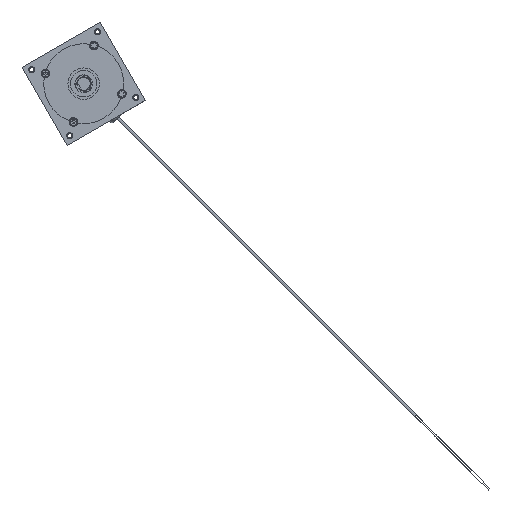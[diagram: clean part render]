
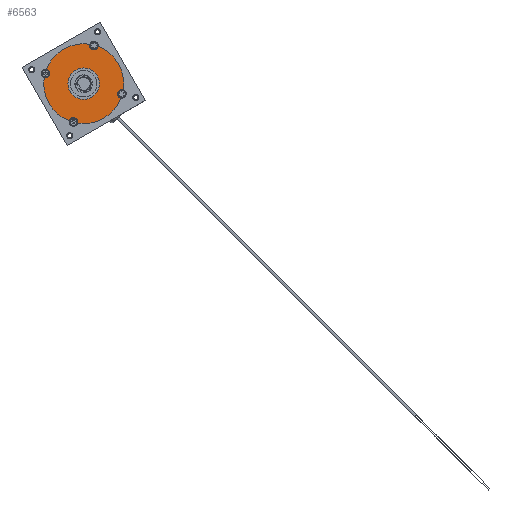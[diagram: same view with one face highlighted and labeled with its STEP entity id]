
A CAD part, left-side view. The second image highlights one B-rep face of the part: STEP entity #6563.
In plain terms, the highlighted planar face has unit normal (-1, 0, 0).
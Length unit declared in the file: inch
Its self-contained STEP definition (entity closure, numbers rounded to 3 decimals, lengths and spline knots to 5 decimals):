
#108 = ORIENTED_EDGE ( 'NONE', *, *, #5427, .T. ) ;
#109 = ORIENTED_EDGE ( 'NONE', *, *, #5559, .F. ) ;
#110 = ORIENTED_EDGE ( 'NONE', *, *, #5484, .F. ) ;
#111 = ORIENTED_EDGE ( 'NONE', *, *, #5414, .F. ) ;
#112 = ORIENTED_EDGE ( 'NONE', *, *, #5838, .F. ) ;
#113 = ORIENTED_EDGE ( 'NONE', *, *, #5466, .T. ) ;
#114 = ORIENTED_EDGE ( 'NONE', *, *, #5415, .T. ) ;
#115 = ORIENTED_EDGE ( 'NONE', *, *, #5560, .F. ) ;
#117 = ORIENTED_EDGE ( 'NONE', *, *, #5632, .T. ) ;
#118 = ORIENTED_EDGE ( 'NONE', *, *, #5647, .F. ) ;
#174 = ORIENTED_EDGE ( 'NONE', *, *, #5495, .F. ) ;
#190 = CARTESIAN_POINT ( 'NONE',  ( -6.31098, 14.2384, 3.76022 ) ) ;
#192 = CARTESIAN_POINT ( 'NONE',  ( -6.31098, 13.33771, 2.20017 ) ) ;
#281 = CARTESIAN_POINT ( 'NONE',  ( -6.31098, 11.52233, 3.30623 ) ) ;
#295 = CARTESIAN_POINT ( 'NONE',  ( -6.31098, 11.39834, 3.31987 ) ) ;
#308 = CARTESIAN_POINT ( 'NONE',  ( -6.31098, 12.29903, 4.87991 ) ) ;
#313 = CARTESIAN_POINT ( 'NONE',  ( -6.31098, 12.5982, 4.96007 ) ) ;
#769 = CARTESIAN_POINT ( 'NONE',  ( -6.31098, 13.10087, 4.02935 ) ) ;
#926 = ORIENTED_EDGE ( 'NONE', *, *, #5408, .F. ) ;
#950 = ORIENTED_EDGE ( 'NONE', *, *, #5497, .F. ) ;
#1046 = ORIENTED_EDGE ( 'NONE', *, *, #5486, .F. ) ;
#1115 = ORIENTED_EDGE ( 'NONE', *, *, #5493, .T. ) ;
#1318 = DIRECTION ( 'NONE',  ( -1., 0., 0. ) ) ;
#1328 = CARTESIAN_POINT ( 'NONE',  ( -6.31098, 14.15824, 4.05938 ) ) ;
#1388 = CARTESIAN_POINT ( 'NONE',  ( -6.31098, 11.44483, 3.172 ) ) ;
#1445 = DIRECTION ( 'NONE',  ( -1., 0., 0. ) ) ;
#1446 = DIRECTION ( 'NONE',  ( 0., 0.5, 0.866 ) ) ;
#1505 = CARTESIAN_POINT ( 'NONE',  ( -6.31098, 13.18641, 2.16649 ) ) ;
#1527 = CARTESIAN_POINT ( 'NONE',  ( -6.31098, 12.45033, 4.91359 ) ) ;
#1532 = DIRECTION ( 'NONE',  ( 0., 0.5, 0.866 ) ) ;
#1534 = DIRECTION ( 'NONE',  ( -1., 0., 0. ) ) ;
#1538 = DIRECTION ( 'NONE',  ( -1., 0., 0. ) ) ;
#1545 = CARTESIAN_POINT ( 'NONE',  ( -6.31098, 11.4785, 3.0207 ) ) ;
#1547 = DIRECTION ( 'NONE',  ( 0., 0.5, 0.866 ) ) ;
#1549 = DIRECTION ( 'NONE',  ( -1., 0., 0. ) ) ;
#1607 = CARTESIAN_POINT ( 'NONE',  ( -6.31098, 13.26391, 2.30073 ) ) ;
#1610 = CARTESIAN_POINT ( 'NONE',  ( -6.31098, 14.11442, 3.77385 ) ) ;
#1642 = CARTESIAN_POINT ( 'NONE',  ( -6.31098, 12.53587, 3.05074 ) ) ;
#1669 = DIRECTION ( 'NONE',  ( 0., 0.5, 0.866 ) ) ;
#1702 = CARTESIAN_POINT ( 'NONE',  ( -6.31098, 12.81837, 3.54004 ) ) ;
#1706 = DIRECTION ( 'NONE',  ( 0., 0.5, 0.866 ) ) ;
#1718 = DIRECTION ( 'NONE',  ( -1., 0., 0. ) ) ;
#1720 = CARTESIAN_POINT ( 'NONE',  ( -6.31098, 12.81837, 3.54004 ) ) ;
#1721 = DIRECTION ( 'NONE',  ( 0., 0.5, 0.866 ) ) ;
#1724 = CARTESIAN_POINT ( 'NONE',  ( -6.31098, 14.19192, 3.90808 ) ) ;
#1730 = DIRECTION ( 'NONE',  ( -1., 0., 0. ) ) ;
#1731 = DIRECTION ( 'NONE',  ( 0., 0.5, 0.866 ) ) ;
#1737 = CARTESIAN_POINT ( 'NONE',  ( -6.31098, 13.18641, 2.16649 ) ) ;
#1750 = CARTESIAN_POINT ( 'NONE',  ( -6.31098, 12.37283, 4.77935 ) ) ;
#1799 = CARTESIAN_POINT ( 'NONE',  ( -6.31098, 12.81837, 3.54004 ) ) ;
#1800 = DIRECTION ( 'NONE',  ( -1., 0., 0. ) ) ;
#1801 = DIRECTION ( 'NONE',  ( -1., 0., 0. ) ) ;
#1802 = CARTESIAN_POINT ( 'NONE',  ( -6.31098, 12.81837, 3.54004 ) ) ;
#1803 = DIRECTION ( 'NONE',  ( 0., 0.5, 0.866 ) ) ;
#1806 = DIRECTION ( 'NONE',  ( 0., 0.5, 0.866 ) ) ;
#1841 = DIRECTION ( 'NONE',  ( -1., 0., 0. ) ) ;
#1842 = CARTESIAN_POINT ( 'NONE',  ( -6.31098, 12.81837, 3.54004 ) ) ;
#1843 = DIRECTION ( 'NONE',  ( 0., 0.5, 0.866 ) ) ;
#1897 = CARTESIAN_POINT ( 'NONE',  ( -6.31098, 12.09987, 2.29556 ) ) ;
#1922 = CARTESIAN_POINT ( 'NONE',  ( -6.31098, 12.45033, 4.91359 ) ) ;
#1926 = DIRECTION ( 'NONE',  ( 0., 0.5, 0.866 ) ) ;
#1927 = DIRECTION ( 'NONE',  ( -1., 0., 0. ) ) ;
#1928 = DIRECTION ( 'NONE',  ( -1., 0., 0. ) ) ;
#1930 = CARTESIAN_POINT ( 'NONE',  ( -6.31098, 14.19192, 3.90808 ) ) ;
#1931 = DIRECTION ( 'NONE',  ( 0., 0.5, 0.866 ) ) ;
#2046 = CARTESIAN_POINT ( 'NONE',  ( -6.31098, 13.03855, 2.12001 ) ) ;
#2063 = AXIS2_PLACEMENT_3D ( 'NONE', #2270, #2262, #2211 ) ;
#2211 = DIRECTION ( 'NONE',  ( 0., 0.5, 0.866 ) ) ;
#2262 = DIRECTION ( 'NONE',  ( -1., 0., 0. ) ) ;
#2270 = CARTESIAN_POINT ( 'NONE',  ( -6.31098, 12.81837, 3.54004 ) ) ;
#2389 = DIRECTION ( 'NONE',  ( 0., 0.5, 0.866 ) ) ;
#2566 = DIRECTION ( 'NONE',  ( -1., 0., 0. ) ) ;
#2567 = CARTESIAN_POINT ( 'NONE',  ( -6.31098, 12.81837, 3.54004 ) ) ;
#3146 = AXIS2_PLACEMENT_3D ( 'NONE', #2567, #2566, #2389 ) ;
#3613 = DIRECTION ( 'NONE',  ( 0., 0.5, 0.866 ) ) ;
#3616 = CARTESIAN_POINT ( 'NONE',  ( -6.31098, 11.44483, 3.172 ) ) ;
#3652 = DIRECTION ( 'NONE',  ( -1., 0., 0. ) ) ;
#3716 = CIRCLE ( 'NONE', #4366, 0.155 ) ;
#3717 = CIRCLE ( 'NONE', #4365, 0.155 ) ;
#3778 = CIRCLE ( 'NONE', #5337, 0.155 ) ;
#3779 = CIRCLE ( 'NONE', #3146, 1.437 ) ;
#3789 = CIRCLE ( 'NONE', #2063, 0.565 ) ;
#3852 = CIRCLE ( 'NONE', #5331, 0.155 ) ;
#3863 = CIRCLE ( 'NONE', #4378, 0.155 ) ;
#3865 = CIRCLE ( 'NONE', #4155, 0.155 ) ;
#3878 = CIRCLE ( 'NONE', #4377, 0.155 ) ;
#3880 = CIRCLE ( 'NONE', #4369, 1.437 ) ;
#3935 = FACE_OUTER_BOUND ( 'NONE', #5014, .T. ) ;
#3944 = FACE_BOUND ( 'NONE', #5012, .T. ) ;
#3947 = AXIS2_PLACEMENT_3D ( 'NONE', #6146, #6147, #6148 ) ;
#4084 = AXIS2_PLACEMENT_3D ( 'NONE', #1505, #1445, #1446 ) ;
#4091 = AXIS2_PLACEMENT_3D ( 'NONE', #1802, #1801, #1803 ) ;
#4092 = AXIS2_PLACEMENT_3D ( 'NONE', #1799, #1800, #1806 ) ;
#4105 = AXIS2_PLACEMENT_3D ( 'NONE', #1842, #1841, #1843 ) ;
#4155 = AXIS2_PLACEMENT_3D ( 'NONE', #3616, #3652, #3613 ) ;
#4345 = AXIS2_PLACEMENT_3D ( 'NONE', #1720, #1718, #1721 ) ;
#4365 = AXIS2_PLACEMENT_3D ( 'NONE', #1930, #1928, #1931 ) ;
#4366 = AXIS2_PLACEMENT_3D ( 'NONE', #1922, #1927, #1926 ) ;
#4369 = AXIS2_PLACEMENT_3D ( 'NONE', #1702, #1318, #1706 ) ;
#4377 = AXIS2_PLACEMENT_3D ( 'NONE', #1737, #1538, #1532 ) ;
#4378 = AXIS2_PLACEMENT_3D ( 'NONE', #1724, #1730, #1731 ) ;
#4449 = VERTEX_POINT ( 'NONE', #769 ) ;
#4490 = VERTEX_POINT ( 'NONE', #281 ) ;
#4509 = VERTEX_POINT ( 'NONE', #295 ) ;
#4677 = VERTEX_POINT ( 'NONE', #313 ) ;
#4719 = VERTEX_POINT ( 'NONE', #308 ) ;
#4882 = VERTEX_POINT ( 'NONE', #190 ) ;
#4883 = VERTEX_POINT ( 'NONE', #192 ) ;
#4919 = VERTEX_POINT ( 'NONE', #1545 ) ;
#4937 = VERTEX_POINT ( 'NONE', #1897 ) ;
#5012 = EDGE_LOOP ( 'NONE', ( #118, #111 ) ) ;
#5014 = EDGE_LOOP ( 'NONE', ( #117, #114, #112, #115, #113, #110, #109, #108, #174, #1046, #1115, #950, #926 ) ) ;
#5042 = VERTEX_POINT ( 'NONE', #1750 ) ;
#5064 = VERTEX_POINT ( 'NONE', #2046 ) ;
#5068 = VERTEX_POINT ( 'NONE', #1328 ) ;
#5072 = VERTEX_POINT ( 'NONE', #1607 ) ;
#5074 = VERTEX_POINT ( 'NONE', #1610 ) ;
#5170 = VERTEX_POINT ( 'NONE', #1642 ) ;
#5331 = AXIS2_PLACEMENT_3D ( 'NONE', #1527, #1534, #1669 ) ;
#5337 = AXIS2_PLACEMENT_3D ( 'NONE', #1388, #1549, #1547 ) ;
#5408 = EDGE_CURVE ( 'NONE', #5064, #5072, #5572, .T. ) ;
#5414 = EDGE_CURVE ( 'NONE', #5170, #4449, #5577, .T. ) ;
#5415 = EDGE_CURVE ( 'NONE', #4937, #4919, #5576, .T. ) ;
#5427 = EDGE_CURVE ( 'NONE', #4677, #5068, #5762, .T. ) ;
#5466 = EDGE_CURVE ( 'NONE', #4509, #4719, #5511, .T. ) ;
#5484 = EDGE_CURVE ( 'NONE', #5042, #4719, #3716, .T. ) ;
#5486 = EDGE_CURVE ( 'NONE', #4882, #5074, #3717, .T. ) ;
#5493 = EDGE_CURVE ( 'NONE', #4882, #4883, #3880, .T. ) ;
#5495 = EDGE_CURVE ( 'NONE', #5074, #5068, #3863, .T. ) ;
#5497 = EDGE_CURVE ( 'NONE', #5072, #4883, #3878, .T. ) ;
#5511 = CIRCLE ( 'NONE', #4345, 1.437 ) ;
#5559 = EDGE_CURVE ( 'NONE', #4677, #5042, #3852, .T. ) ;
#5560 = EDGE_CURVE ( 'NONE', #4509, #4490, #3778, .T. ) ;
#5572 = CIRCLE ( 'NONE', #4084, 0.155 ) ;
#5576 = CIRCLE ( 'NONE', #4092, 1.437 ) ;
#5577 = CIRCLE ( 'NONE', #4091, 0.565 ) ;
#5632 = EDGE_CURVE ( 'NONE', #5064, #4937, #3779, .T. ) ;
#5647 = EDGE_CURVE ( 'NONE', #4449, #5170, #3789, .T. ) ;
#5762 = CIRCLE ( 'NONE', #4105, 1.437 ) ;
#5838 = EDGE_CURVE ( 'NONE', #4490, #4919, #3865, .T. ) ;
#6145 = PLANE ( 'NONE',  #3947 ) ;
#6146 = CARTESIAN_POINT ( 'NONE',  ( -6.31098, 12.81837, 3.54004 ) ) ;
#6147 = DIRECTION ( 'NONE',  ( -1., 0., 0. ) ) ;
#6148 = DIRECTION ( 'NONE',  ( 0., 0.5, 0.866 ) ) ;
#6563 = ADVANCED_FACE ( 'NONE', ( #3944, #3935 ), #6145, .T. ) ;
